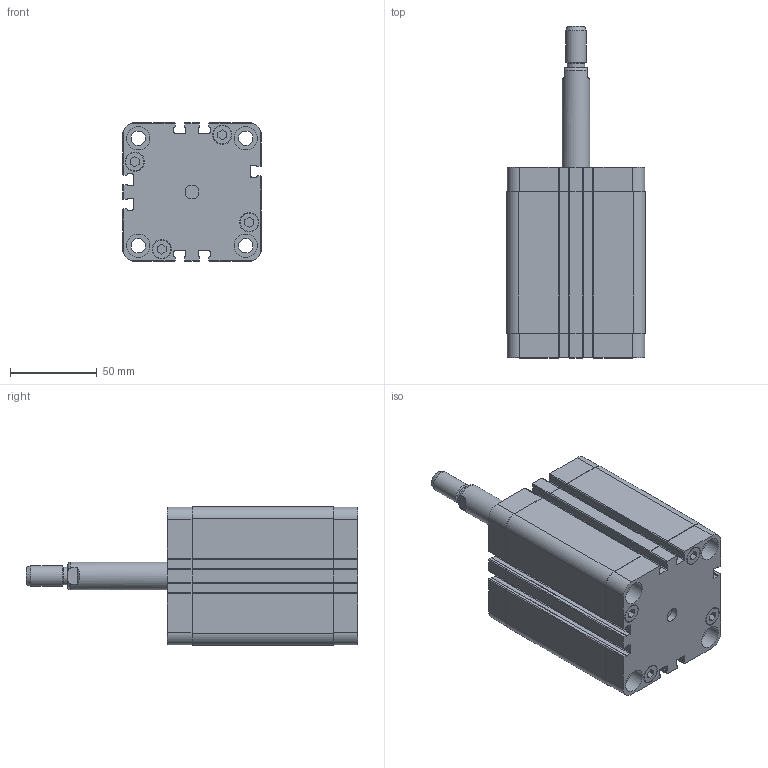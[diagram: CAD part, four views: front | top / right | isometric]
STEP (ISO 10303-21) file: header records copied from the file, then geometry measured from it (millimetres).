
FILE_DESCRIPTION((''),'2;1');
FILE_NAME('ASEM063.050.GS.M.stp','2011-09-01T16:35:18',('Administrator'),(''),'Autodesk Inventor 2012','Autodesk Inventor 2012','');
FILE_SCHEMA(('AUTOMOTIVE_DESIGN { 1 0 10303 214 1 1 1 1 }'));
Length unit declared in the file: millimetre
Products named in the file (1): ASEM063.050.GS.M
Bounding box: 80 x 191.5 x 80 mm (x, y, z)
Volume: 648639.1 mm3; surface area: 76582.5 mm2
Topology: 1 solids, 1 shells, 408 faces, 1142 edges, 774 vertices
Faces by surface type: plane 222, cylinder 183, cone 2, torus 1
Full cylindrical faces by diameter (mm): 8 x1, 8.376 x4, 8.566 x2, 10 x1, 10.5 x8, 11.1 x8, 12 x1, 13.5 x8, 16 x1, 18 x1
Entity records: 13533 total; most frequent: CARTESIAN_POINT 2327, DIRECTION 2266, ORIENTED_EDGE 2206, EDGE_CURVE 1103, VERTEX_POINT 773, AXIS2_PLACEMENT_3D 756, VECTOR 754, LINE 754
